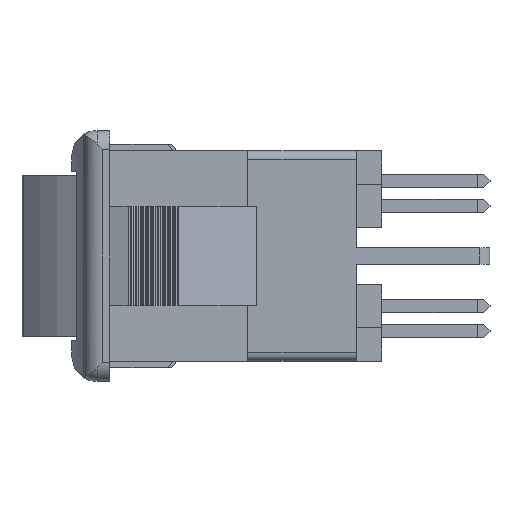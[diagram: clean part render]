
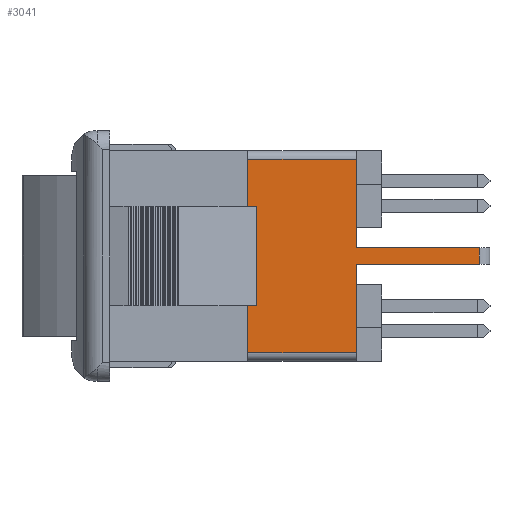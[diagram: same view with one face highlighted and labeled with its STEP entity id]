
A CAD part, left-side view. The second image highlights one B-rep face of the part: STEP entity #3041.
In plain terms, the highlighted planar face has unit normal (-1, 0, 0).
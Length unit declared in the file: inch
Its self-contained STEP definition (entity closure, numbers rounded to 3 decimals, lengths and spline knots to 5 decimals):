
#422 = DIRECTION ( 'NONE',  ( 0., 0., -1. ) ) ;
#449 = CARTESIAN_POINT ( 'NONE',  ( -0.365, -0.605, -0.02 ) ) ;
#756 = DIRECTION ( 'NONE',  ( 0., 0., -1. ) ) ;
#844 = CARTESIAN_POINT ( 'NONE',  ( -0.365, -0.035, 0.228 ) ) ;
#1022 = EDGE_CURVE ( 'NONE', #5830, #14813, #12187, .T. ) ;
#1047 = VECTOR ( 'NONE', #11321, 39.37008 ) ;
#1496 = CARTESIAN_POINT ( 'NONE',  ( -0.365, -0.035, 0.1175 ) ) ;
#1571 = VERTEX_POINT ( 'NONE', #2066 ) ;
#1606 = CARTESIAN_POINT ( 'NONE',  ( -0.365, -0.58, 0.02 ) ) ;
#1656 = DIRECTION ( 'NONE',  ( 0., 1., 0. ) ) ;
#1737 = FACE_OUTER_BOUND ( 'NONE', #13709, .T. ) ;
#1993 = CARTESIAN_POINT ( 'NONE',  ( -0.365, -0.29, 0.02 ) ) ;
#2047 = ORIENTED_EDGE ( 'NONE', *, *, #4106, .F. ) ;
#2066 = CARTESIAN_POINT ( 'NONE',  ( -0.365, -0.055, -0.1175 ) ) ;
#2111 = EDGE_CURVE ( 'NONE', #10597, #6615, #3684, .T. ) ;
#2178 = VERTEX_POINT ( 'NONE', #10799 ) ;
#3039 = CARTESIAN_POINT ( 'NONE',  ( -0.365, 0.29, 0.248 ) ) ;
#3041 = ADVANCED_FACE ( 'NONE', ( #1737 ), #5311, .F. ) ;
#3343 = VECTOR ( 'NONE', #13032, 39.37008 ) ;
#3669 = VECTOR ( 'NONE', #11811, 39.37008 ) ;
#3684 = LINE ( 'NONE', #7262, #3343 ) ;
#3783 = LINE ( 'NONE', #11785, #9956 ) ;
#4106 = EDGE_CURVE ( 'NONE', #13660, #1571, #3783, .T. ) ;
#4201 = DIRECTION ( 'NONE',  ( 0., 1., 0. ) ) ;
#4418 = LINE ( 'NONE', #7197, #7133 ) ;
#4560 = CARTESIAN_POINT ( 'NONE',  ( -0.365, -0.29, -0.228 ) ) ;
#4643 = VECTOR ( 'NONE', #12663, 39.37008 ) ;
#4694 = CARTESIAN_POINT ( 'NONE',  ( -0.365, -0.58, 0.02 ) ) ;
#4822 = CARTESIAN_POINT ( 'NONE',  ( -0.365, 0.29, 0.1175 ) ) ;
#4830 = DIRECTION ( 'NONE',  ( 0., -1., 0. ) ) ;
#4952 = CARTESIAN_POINT ( 'NONE',  ( -0.365, -0.29, 0.228 ) ) ;
#5031 = CARTESIAN_POINT ( 'NONE',  ( -0.365, -0.035, 0.248 ) ) ;
#5305 = ORIENTED_EDGE ( 'NONE', *, *, #8377, .F. ) ;
#5311 = PLANE ( 'NONE',  #13629 ) ;
#5378 = CARTESIAN_POINT ( 'NONE',  ( -0.365, -0.58, -0.02 ) ) ;
#5775 = VECTOR ( 'NONE', #14665, 39.37008 ) ;
#5788 = VERTEX_POINT ( 'NONE', #5378 ) ;
#5799 = ORIENTED_EDGE ( 'NONE', *, *, #8798, .F. ) ;
#5830 = VERTEX_POINT ( 'NONE', #844 ) ;
#6253 = VECTOR ( 'NONE', #1656, 39.37008 ) ;
#6615 = VERTEX_POINT ( 'NONE', #4560 ) ;
#6630 = EDGE_CURVE ( 'NONE', #2178, #1571, #13886, .T. ) ;
#6705 = ORIENTED_EDGE ( 'NONE', *, *, #9953, .T. ) ;
#6878 = VERTEX_POINT ( 'NONE', #4952 ) ;
#6946 = EDGE_CURVE ( 'NONE', #5788, #9635, #9686, .T. ) ;
#7115 = ORIENTED_EDGE ( 'NONE', *, *, #6946, .F. ) ;
#7133 = VECTOR ( 'NONE', #11753, 39.37008 ) ;
#7183 = VECTOR ( 'NONE', #422, 39.37008 ) ;
#7197 = CARTESIAN_POINT ( 'NONE',  ( -0.365, -0.035, 0.228 ) ) ;
#7223 = ORIENTED_EDGE ( 'NONE', *, *, #2111, .T. ) ;
#7262 = CARTESIAN_POINT ( 'NONE',  ( -0.365, 0.29, -0.228 ) ) ;
#8141 = DIRECTION ( 'NONE',  ( 0., 0., 1. ) ) ;
#8197 = EDGE_CURVE ( 'NONE', #14813, #2178, #8598, .T. ) ;
#8377 = EDGE_CURVE ( 'NONE', #6878, #12305, #9845, .T. ) ;
#8598 = LINE ( 'NONE', #4822, #11671 ) ;
#8798 = EDGE_CURVE ( 'NONE', #9635, #6615, #8854, .T. ) ;
#8854 = LINE ( 'NONE', #10025, #5775 ) ;
#9426 = VECTOR ( 'NONE', #756, 39.37008 ) ;
#9635 = VERTEX_POINT ( 'NONE', #12935 ) ;
#9686 = LINE ( 'NONE', #449, #6253 ) ;
#9731 = ORIENTED_EDGE ( 'NONE', *, *, #11497, .T. ) ;
#9782 = CARTESIAN_POINT ( 'NONE',  ( -0.365, -0.29, 0.248 ) ) ;
#9845 = LINE ( 'NONE', #9782, #3669 ) ;
#9953 = EDGE_CURVE ( 'NONE', #5788, #14944, #14737, .T. ) ;
#9956 = VECTOR ( 'NONE', #4830, 39.37008 ) ;
#10025 = CARTESIAN_POINT ( 'NONE',  ( -0.365, -0.29, 0.248 ) ) ;
#10268 = LINE ( 'NONE', #5031, #7183 ) ;
#10280 = LINE ( 'NONE', #14796, #1047 ) ;
#10407 = CARTESIAN_POINT ( 'NONE',  ( -0.365, -0.035, -0.1175 ) ) ;
#10597 = VERTEX_POINT ( 'NONE', #12727 ) ;
#10799 = CARTESIAN_POINT ( 'NONE',  ( -0.365, -0.055, 0.1175 ) ) ;
#11130 = CARTESIAN_POINT ( 'NONE',  ( -0.365, -0.035, 0.248 ) ) ;
#11145 = DIRECTION ( 'NONE',  ( 1., 0., 0. ) ) ;
#11321 = DIRECTION ( 'NONE',  ( 0., 1., 0. ) ) ;
#11497 = EDGE_CURVE ( 'NONE', #13660, #10597, #10268, .T. ) ;
#11671 = VECTOR ( 'NONE', #11769, 39.37008 ) ;
#11678 = VECTOR ( 'NONE', #8141, 39.37008 ) ;
#11753 = DIRECTION ( 'NONE',  ( 0., 1., 0. ) ) ;
#11769 = DIRECTION ( 'NONE',  ( 0., -1., 0. ) ) ;
#11785 = CARTESIAN_POINT ( 'NONE',  ( -0.365, 0.29, -0.1175 ) ) ;
#11811 = DIRECTION ( 'NONE',  ( 0., 0., -1. ) ) ;
#11972 = EDGE_CURVE ( 'NONE', #6878, #5830, #4418, .T. ) ;
#12187 = LINE ( 'NONE', #11130, #9426 ) ;
#12305 = VERTEX_POINT ( 'NONE', #1993 ) ;
#12320 = ORIENTED_EDGE ( 'NONE', *, *, #1022, .T. ) ;
#12663 = DIRECTION ( 'NONE',  ( 0., 0., -1. ) ) ;
#12727 = CARTESIAN_POINT ( 'NONE',  ( -0.365, -0.035, -0.228 ) ) ;
#12935 = CARTESIAN_POINT ( 'NONE',  ( -0.365, -0.29, -0.02 ) ) ;
#13032 = DIRECTION ( 'NONE',  ( 0., -1., 0. ) ) ;
#13629 = AXIS2_PLACEMENT_3D ( 'NONE', #3039, #11145, #4201 ) ;
#13660 = VERTEX_POINT ( 'NONE', #10407 ) ;
#13699 = ORIENTED_EDGE ( 'NONE', *, *, #11972, .T. ) ;
#13709 = EDGE_LOOP ( 'NONE', ( #5305, #13699, #12320, #13841, #14741, #2047, #9731, #7223, #5799, #7115, #6705, #14170 ) ) ;
#13841 = ORIENTED_EDGE ( 'NONE', *, *, #8197, .T. ) ;
#13886 = LINE ( 'NONE', #14876, #4643 ) ;
#14012 = EDGE_CURVE ( 'NONE', #14944, #12305, #10280, .T. ) ;
#14170 = ORIENTED_EDGE ( 'NONE', *, *, #14012, .T. ) ;
#14665 = DIRECTION ( 'NONE',  ( 0., 0., -1. ) ) ;
#14737 = LINE ( 'NONE', #4694, #11678 ) ;
#14741 = ORIENTED_EDGE ( 'NONE', *, *, #6630, .T. ) ;
#14796 = CARTESIAN_POINT ( 'NONE',  ( -0.365, -0.605, 0.02 ) ) ;
#14813 = VERTEX_POINT ( 'NONE', #1496 ) ;
#14876 = CARTESIAN_POINT ( 'NONE',  ( -0.365, -0.055, 0.1175 ) ) ;
#14944 = VERTEX_POINT ( 'NONE', #1606 ) ;
